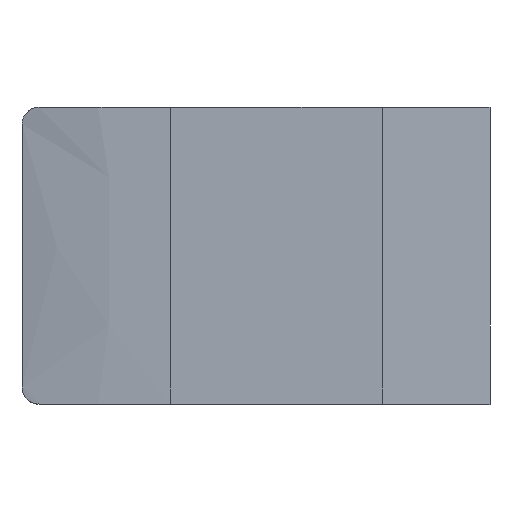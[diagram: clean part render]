
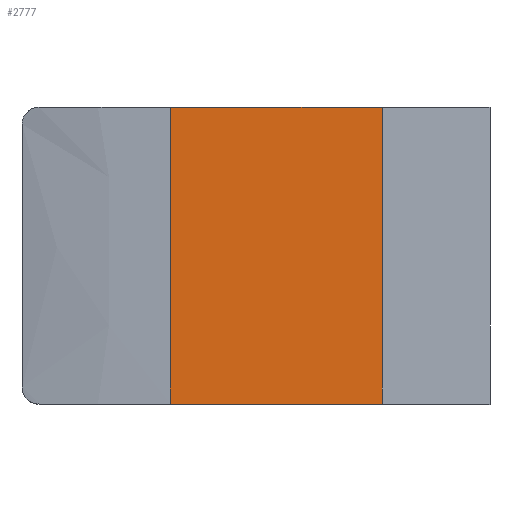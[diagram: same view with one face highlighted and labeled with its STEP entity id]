
A CAD part, top view. The second image highlights one B-rep face of the part: STEP entity #2777.
In plain terms, the highlighted planar face has unit normal (0, 0, 1).
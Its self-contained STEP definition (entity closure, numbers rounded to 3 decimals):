
#44 = VERTEX_POINT ( 'NONE', #1213 ) ;
#133 = CARTESIAN_POINT ( 'NONE',  ( -18.857, -26., 0. ) ) ;
#300 = CARTESIAN_POINT ( 'NONE',  ( -55.972, 26., 0. ) ) ;
#404 = LINE ( 'NONE', #300, #4678 ) ;
#432 = LINE ( 'NONE', #1588, #1537 ) ;
#665 = VERTEX_POINT ( 'NONE', #1311 ) ;
#1090 = CARTESIAN_POINT ( 'NONE',  ( -18.857, 26., 0. ) ) ;
#1115 = VECTOR ( 'NONE', #3394, 1000. ) ;
#1141 = LINE ( 'NONE', #3062, #1754 ) ;
#1213 = CARTESIAN_POINT ( 'NONE',  ( -55.972, 26., 0. ) ) ;
#1311 = CARTESIAN_POINT ( 'NONE',  ( -55.972, -26., 0. ) ) ;
#1507 = EDGE_CURVE ( 'NONE', #665, #1546, #432, .T. ) ;
#1537 = VECTOR ( 'NONE', #3130, 1000. ) ;
#1546 = VERTEX_POINT ( 'NONE', #133 ) ;
#1588 = CARTESIAN_POINT ( 'NONE',  ( -55.972, -26., 0. ) ) ;
#1687 = AXIS2_PLACEMENT_3D ( 'NONE', #2136, #2580, #3659 ) ;
#1754 = VECTOR ( 'NONE', #4151, 1000. ) ;
#1853 = LINE ( 'NONE', #4158, #1115 ) ;
#1869 = DIRECTION ( 'NONE',  ( 0., -1., 0. ) ) ;
#2122 = ORIENTED_EDGE ( 'NONE', *, *, #2569, .T. ) ;
#2136 = CARTESIAN_POINT ( 'NONE',  ( -55.972, 26., 0. ) ) ;
#2442 = ORIENTED_EDGE ( 'NONE', *, *, #3508, .F. ) ;
#2569 = EDGE_CURVE ( 'NONE', #44, #665, #404, .T. ) ;
#2580 = DIRECTION ( 'NONE',  ( 0., 0., -1. ) ) ;
#2777 = ADVANCED_FACE ( 'NONE', ( #4392 ), #4470, .F. ) ;
#3062 = CARTESIAN_POINT ( 'NONE',  ( -18.857, 26., 0. ) ) ;
#3130 = DIRECTION ( 'NONE',  ( 1., 0., 0. ) ) ;
#3394 = DIRECTION ( 'NONE',  ( 1., 0., 0. ) ) ;
#3397 = EDGE_CURVE ( 'NONE', #44, #3571, #1853, .T. ) ;
#3508 = EDGE_CURVE ( 'NONE', #3571, #1546, #1141, .T. ) ;
#3571 = VERTEX_POINT ( 'NONE', #1090 ) ;
#3659 = DIRECTION ( 'NONE',  ( -1., 0., 0. ) ) ;
#4120 = ORIENTED_EDGE ( 'NONE', *, *, #3397, .F. ) ;
#4151 = DIRECTION ( 'NONE',  ( 0., -1., 0. ) ) ;
#4158 = CARTESIAN_POINT ( 'NONE',  ( -55.972, 26., 0. ) ) ;
#4282 = EDGE_LOOP ( 'NONE', ( #4989, #2442, #4120, #2122 ) ) ;
#4392 = FACE_OUTER_BOUND ( 'NONE', #4282, .T. ) ;
#4470 = PLANE ( 'NONE',  #1687 ) ;
#4678 = VECTOR ( 'NONE', #1869, 1000. ) ;
#4989 = ORIENTED_EDGE ( 'NONE', *, *, #1507, .T. ) ;
